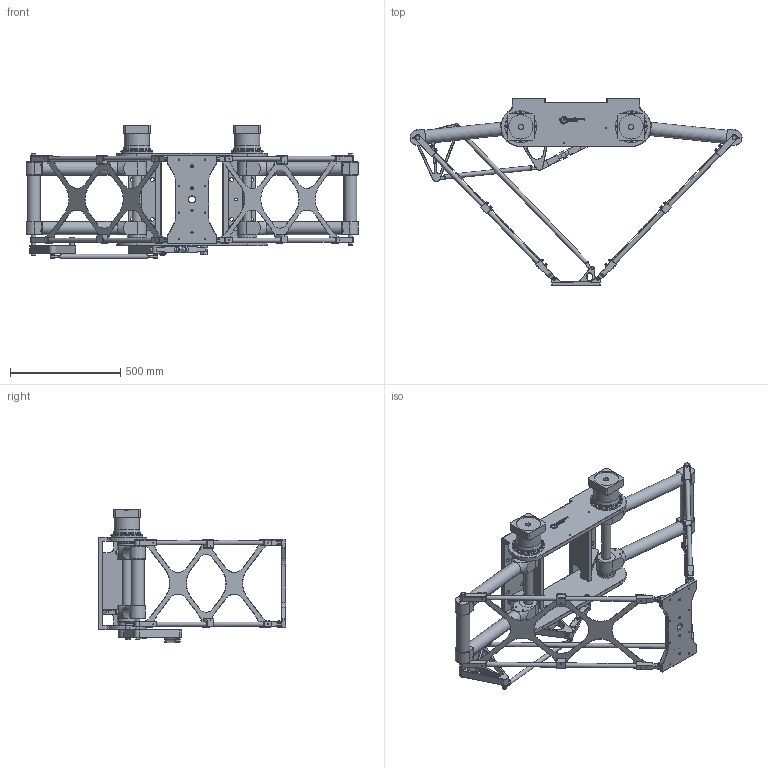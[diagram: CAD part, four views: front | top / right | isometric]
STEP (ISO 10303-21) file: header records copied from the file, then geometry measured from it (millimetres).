
FILE_DESCRIPTION(/* description */ (''),/* implementation_level */ '2;1');
FILE_NAME(/* name */ '3D-model_A_00092.stp',/* time_stamp */ '2022-02-21T12:49:35+01:00',/* author */ ('michael.schutter'),/* organization */ ('Majatronic'),/* preprocessor_version */ 'ST-DEVELOPER v16.5',/* originating_system */ 'Autodesk Inventor 2017',/* authorisation */ '');
FILE_SCHEMA (('AUTOMOTIVE_DESIGN { 1 0 10303 214 3 1 1 }'));
Products named in the file (13): MT_BGR00014416MT_BGR; MT_WST00041085MT_WST; MT_WST00041099MT_WST; MT_WST00040294MT_WST; MT_WST00065479MT_WST; MT_WST00055121MT_WST; MT_WST00065478MT_WST; MT_WST00053812MT_WST; MT_WST00041088MT_WST; MT_WST00040287MT_WST; MT_WST00065481MT_WST; MT_WST00053817MT_WST; MT_WST00103508
Assembly tree (16 placements, depth 2):
  MT_BGR00014416MT_BGR
    MT_WST00041085MT_WST
    MT_WST00041099MT_WST
    MT_WST00040294MT_WST  x2
    MT_WST00065479MT_WST  x2
    MT_WST00055121MT_WST  x2
    MT_WST00065478MT_WST  x2
    MT_WST00053812MT_WST
    MT_WST00041088MT_WST
    MT_WST00040287MT_WST
    MT_WST00065481MT_WST
    MT_WST00053817MT_WST
    MT_WST00103508
Bounding box: 1504.7 x 850 x 607 mm (x, y, z)
Volume: 27043787 mm3; surface area: 3126982.2 mm2
Topology: 16 solids, 40 shells, 3100 faces, 7183 edges, 4447 vertices
Faces by surface type: plane 1690, cylinder 794, cone 506, torus 68, sphere 24, bspline 18
Full cylindrical faces by diameter (mm): 3.459 x4, 4.917 x56, 5 x36, 6.647 x16, 8 x19, 8.2 x24, 8.5 x32, 9 x8, 9.5 x4, 10 x2, 12 x22, 13 x24, 17.5 x8, 18 x16, 20 x27, 23 x4, 24 x3, 29 x1, 30 x2, 40 x4, 50 x2, 60 x7, 68 x2, 80 x8, 85 x4, 110 x4, 111 x2, 115 x2, 115.4 x2, 119.997 x2
Entity records: 71748 total; most frequent: CARTESIAN_POINT 15978, DIRECTION 11675, ORIENTED_EDGE 10404, EDGE_CURVE 5202, AXIS2_PLACEMENT_3D 4193, VERTEX_POINT 3436, LINE 3289, VECTOR 3289
